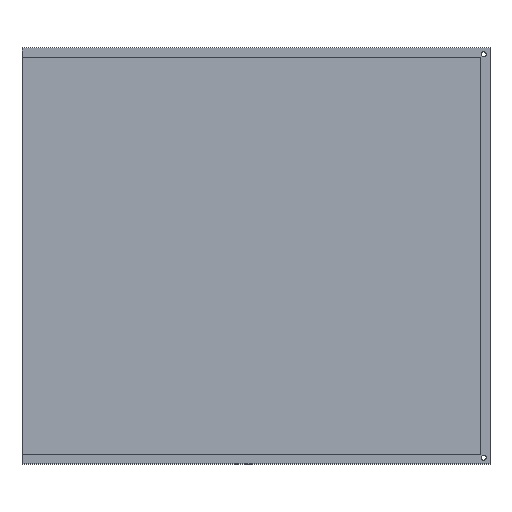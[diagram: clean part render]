
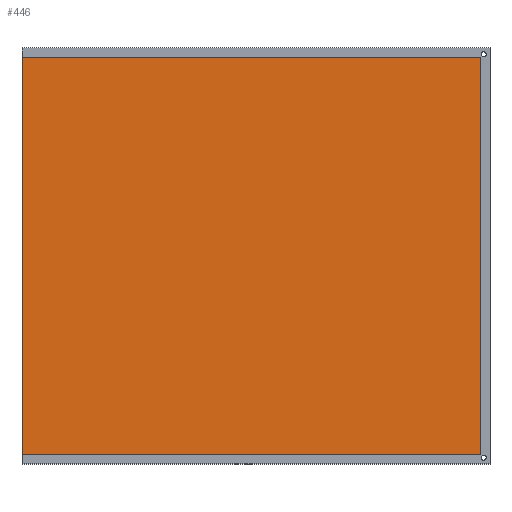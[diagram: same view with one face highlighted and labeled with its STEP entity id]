
A CAD part, top view. The second image highlights one B-rep face of the part: STEP entity #446.
In plain terms, the highlighted planar face has unit normal (0, 0, 1).
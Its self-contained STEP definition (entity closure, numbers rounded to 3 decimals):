
#34=PLANE('',#488);
#58=FACE_OUTER_BOUND('',#86,.T.);
#86=EDGE_LOOP('',(#387,#388,#389,#390));
#100=LINE('',#642,#144);
#101=LINE('',#645,#145);
#131=LINE('',#730,#175);
#132=LINE('',#731,#176);
#144=VECTOR('',#518,10.);
#145=VECTOR('',#521,10.);
#175=VECTOR('',#603,10.);
#176=VECTOR('',#604,10.);
#204=VERTEX_POINT('',#636);
#206=VERTEX_POINT('',#640);
#207=VERTEX_POINT('',#644);
#236=VERTEX_POINT('',#729);
#248=EDGE_CURVE('',#206,#204,#100,.T.);
#249=EDGE_CURVE('',#207,#206,#101,.T.);
#291=EDGE_CURVE('',#204,#236,#131,.T.);
#292=EDGE_CURVE('',#236,#207,#132,.T.);
#387=ORIENTED_EDGE('',*,*,#291,.F.);
#388=ORIENTED_EDGE('',*,*,#248,.F.);
#389=ORIENTED_EDGE('',*,*,#249,.F.);
#390=ORIENTED_EDGE('',*,*,#292,.F.);
#446=ADVANCED_FACE('',(#58),#34,.F.);
#488=AXIS2_PLACEMENT_3D('',#728,#601,#602);
#518=DIRECTION('',(-1.,0.,0.));
#521=DIRECTION('',(0.,-1.,0.));
#601=DIRECTION('center_axis',(0.,0.,-1.));
#602=DIRECTION('ref_axis',(1.,0.,0.));
#603=DIRECTION('',(0.,1.,0.));
#604=DIRECTION('',(1.,0.,0.));
#636=CARTESIAN_POINT('',(315.693,-167.575,-10.));
#640=CARTESIAN_POINT('',(461.793,-167.575,-10.));
#642=CARTESIAN_POINT('',(130.823,-167.575,-10.));
#644=CARTESIAN_POINT('',(461.793,-41.013,-10.));
#645=CARTESIAN_POINT('',(461.793,-135.934,-10.));
#728=CARTESIAN_POINT('Origin',(241.146,-104.294,-10.));
#729=CARTESIAN_POINT('',(315.693,-41.013,-10.));
#730=CARTESIAN_POINT('',(315.693,-71.153,-10.));
#731=CARTESIAN_POINT('',(351.469,-41.013,-10.));
